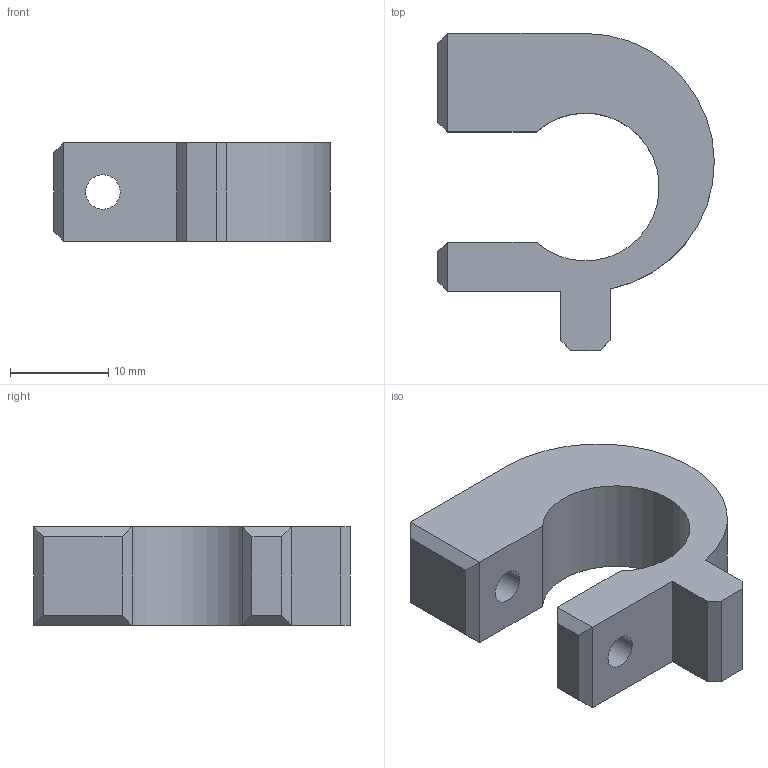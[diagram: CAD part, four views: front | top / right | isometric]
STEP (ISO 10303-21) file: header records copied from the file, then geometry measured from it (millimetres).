
FILE_DESCRIPTION(('FreeCAD Model'),'2;1');
FILE_NAME('Open CASCADE Shape Model','2025-11-27T18:15:03',(''),(''), 'Open CASCADE STEP processor 7.6','FreeCAD','Unknown');
FILE_SCHEMA(('AUTOMOTIVE_DESIGN { 1 0 10303 214 1 1 1 1 }'));
Length unit declared in the file: millimetre
Products named in the file (1): MirrorPart
Bounding box: 28.09 x 32.18 x 10 mm (x, y, z)
Volume: 4024.7 mm3; surface area: 2452.2 mm2
Topology: 1 solids, 1 shells, 27 faces, 64 edges, 40 vertices
Faces by surface type: plane 22, cylinder 5
Full cylindrical faces by diameter (mm): 3.5 x2, 4 x1
Entity records: 1644 total; most frequent: CARTESIAN_POINT 296, DIRECTION 252, LINE 172, VECTOR 172, ORIENTED_EDGE 128, PCURVE 128, DEFINITIONAL_REPRESENTATION 128, EDGE_CURVE 64
